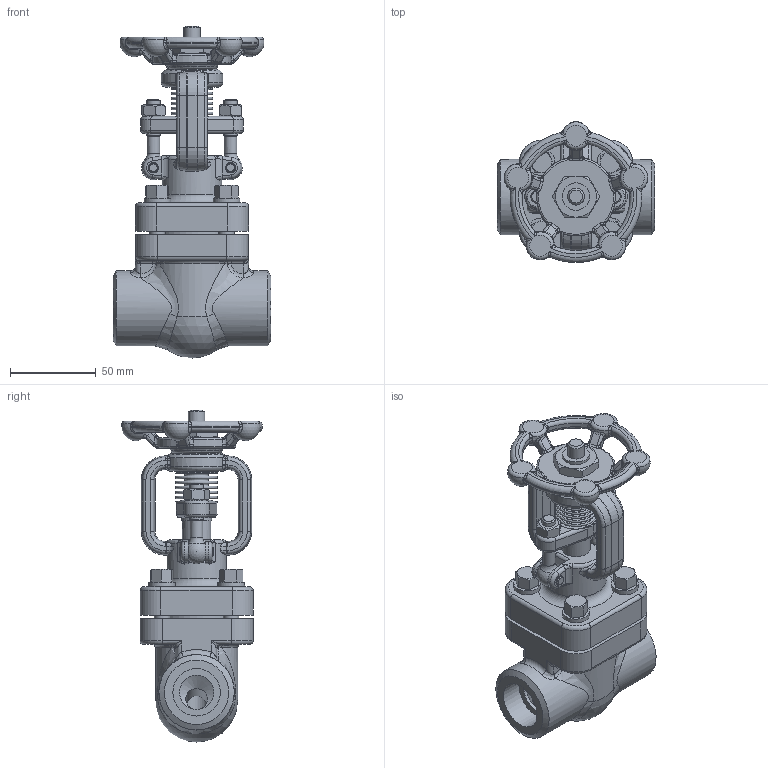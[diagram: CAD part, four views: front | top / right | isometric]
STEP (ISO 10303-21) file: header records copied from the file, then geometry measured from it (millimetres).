
FILE_DESCRIPTION(/* description */ (''),/* implementation_level */ '2;1');
FILE_NAME(/* name */ 'be100-020-sw000-00.stp',/* time_stamp */ '2018-01-23T17:18:52+09:00',/* author */ ('nakaot'),/* organization */ (''),/* preprocessor_version */ 'ST-DEVELOPER v15.6',/* originating_system */ 'Autodesk Inventor 2015',/* authorisation */ '');
FILE_SCHEMA (('CONFIG_CONTROL_DESIGN'));
Length unit declared in the file: millimetre
Products named in the file (1): be100-020-sw000-00
Bounding box: 92 x 82.16 x 193.75 mm (x, y, z)
Volume: 371397.7 mm3; surface area: 117507.8 mm2
Topology: 3 solids, 9 shells, 1138 faces, 2620 edges, 1554 vertices
Faces by surface type: plane 291, bspline 269, cylinder 260, torus 218, cone 90, sphere 10
Full cylindrical faces by diameter (mm): 3 x1, 5.5 x2, 6 x2, 7.323 x2, 8 x6, 8.376 x4, 9 x4, 9.5 x2, 10 x6, 11 x1, 12 x1, 12.7 x4, 13 x2, 15.7 x4, 16 x3, 16.2 x1, 16.4 x1, 16.414 x1, 16.48 x1, 16.5 x2, 16.631 x1, 17 x1, 17.48 x1, 17.5 x2, 20 x3, 20.2 x1, 21 x1, 21.25 x1, 21.881 x1, 23 x1
Entity records: 37589 total; most frequent: CARTESIAN_POINT 14469, ORIENTED_EDGE 4642, DIRECTION 4597, EDGE_CURVE 2321, AXIS2_PLACEMENT_3D 2068, VERTEX_POINT 1487, EDGE_LOOP 1472, ADVANCED_FACE 1138
